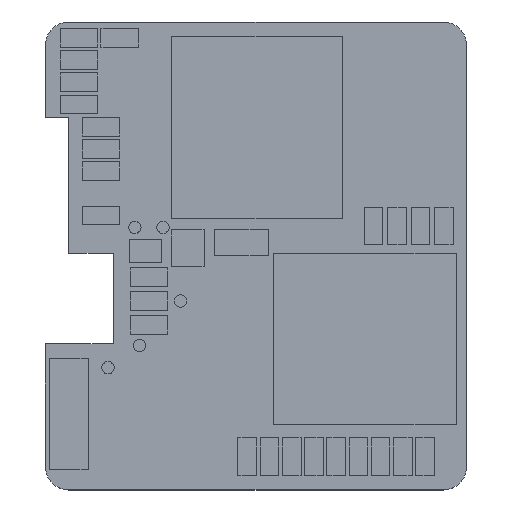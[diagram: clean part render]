
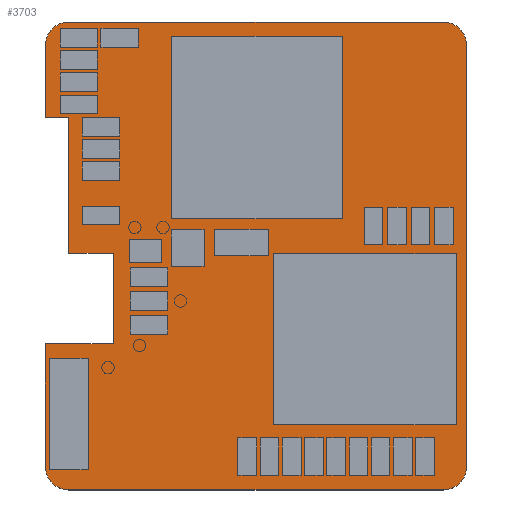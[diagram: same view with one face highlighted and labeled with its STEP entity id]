
A CAD part, top view. The second image highlights one B-rep face of the part: STEP entity #3703.
In plain terms, the highlighted planar face has unit normal (0, 0, 1).
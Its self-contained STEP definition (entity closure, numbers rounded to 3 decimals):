
#3703=ADVANCED_FACE('',(#6129),#6130,.T.);
#6129=FACE_OUTER_BOUND('',#8250,.T.);
#6130=PLANE('',#8251);
#8250=EDGE_LOOP('',(#9507,#9508,#9509,#9510,#9511,#9512,#9513,#9514,#9515,#9516,#9517,#9518,#9519,#9520));
#8251=AXIS2_PLACEMENT_3D('',#9521,#9522,#9523);
#9507=ORIENTED_EDGE('',*,*,#12621,.T.);
#9508=ORIENTED_EDGE('',*,*,#12622,.T.);
#9509=ORIENTED_EDGE('',*,*,#12623,.T.);
#9510=ORIENTED_EDGE('',*,*,#12624,.T.);
#9511=ORIENTED_EDGE('',*,*,#12625,.T.);
#9512=ORIENTED_EDGE('',*,*,#12626,.T.);
#9513=ORIENTED_EDGE('',*,*,#12627,.T.);
#9514=ORIENTED_EDGE('',*,*,#12628,.T.);
#9515=ORIENTED_EDGE('',*,*,#12629,.T.);
#9516=ORIENTED_EDGE('',*,*,#12630,.T.);
#9517=ORIENTED_EDGE('',*,*,#12631,.T.);
#9518=ORIENTED_EDGE('',*,*,#12632,.T.);
#9519=ORIENTED_EDGE('',*,*,#12633,.T.);
#9520=ORIENTED_EDGE('',*,*,#12634,.T.);
#9521=CARTESIAN_POINT('',(-9.919,-11.268,1.569));
#9522=DIRECTION('',(0.,0.,1.0));
#9523=DIRECTION('',(1.0,0.0,0.));
#12621=EDGE_CURVE('',#13800,#13801,#13802,.T.);
#12622=EDGE_CURVE('',#13801,#13803,#13804,.T.);
#12623=EDGE_CURVE('',#13803,#13805,#13806,.T.);
#12624=EDGE_CURVE('',#13805,#13807,#13808,.T.);
#12625=EDGE_CURVE('',#13807,#13809,#13810,.T.);
#12626=EDGE_CURVE('',#13809,#13811,#13812,.T.);
#12627=EDGE_CURVE('',#13811,#13813,#13814,.T.);
#12628=EDGE_CURVE('',#13813,#13815,#13816,.T.);
#12629=EDGE_CURVE('',#13815,#13817,#13818,.T.);
#12630=EDGE_CURVE('',#13817,#13819,#13820,.T.);
#12631=EDGE_CURVE('',#13819,#13821,#13822,.T.);
#12632=EDGE_CURVE('',#13821,#13823,#13824,.T.);
#12633=EDGE_CURVE('',#13823,#13825,#13826,.T.);
#12634=EDGE_CURVE('',#13825,#13800,#13827,.T.);
#13800=VERTEX_POINT('',#15477);
#13801=VERTEX_POINT('',#15478);
#13802=LINE('',#15479,#15480);
#13803=VERTEX_POINT('',#15481);
#13804=CIRCLE('',#15482,2.0);
#13805=VERTEX_POINT('',#15483);
#13806=LINE('',#15484,#15485);
#13807=VERTEX_POINT('',#15486);
#13808=CIRCLE('',#15487,2.0);
#13809=VERTEX_POINT('',#15488);
#13810=LINE('',#15489,#15490);
#13811=VERTEX_POINT('',#15491);
#13812=CIRCLE('',#15492,2.0);
#13813=VERTEX_POINT('',#15493);
#13814=LINE('',#15494,#15495);
#13815=VERTEX_POINT('',#15496);
#13816=LINE('',#15497,#15498);
#13817=VERTEX_POINT('',#15499);
#13818=LINE('',#15500,#15501);
#13819=VERTEX_POINT('',#15502);
#13820=LINE('',#15503,#15504);
#13821=VERTEX_POINT('',#15505);
#13822=LINE('',#15506,#15507);
#13823=VERTEX_POINT('',#15508);
#13824=LINE('',#15509,#15510);
#13825=VERTEX_POINT('',#15511);
#13826=LINE('',#15512,#15513);
#13827=CIRCLE('',#15514,2.0);
#15477=CARTESIAN_POINT('',(-25.25,-31.15,1.569));
#15478=CARTESIAN_POINT('',(6.75,-31.15,1.569));
#15479=CARTESIAN_POINT('',(-9.25,-31.15,1.569));
#15480=VECTOR('',#17883,1.0);
#15481=CARTESIAN_POINT('',(8.75,-29.15,1.569));
#15482=AXIS2_PLACEMENT_3D('',#17884,#17885,#17886);
#15483=CARTESIAN_POINT('',(8.75,6.85,1.569));
#15484=CARTESIAN_POINT('',(8.75,-11.15,1.569));
#15485=VECTOR('',#17887,1.0);
#15486=CARTESIAN_POINT('',(6.75,8.85,1.569));
#15487=AXIS2_PLACEMENT_3D('',#17888,#17889,#17890);
#15488=CARTESIAN_POINT('',(-25.25,8.85,1.569));
#15489=CARTESIAN_POINT('',(-9.25,8.85,1.569));
#15490=VECTOR('',#17891,1.0);
#15491=CARTESIAN_POINT('',(-27.25,6.85,1.569));
#15492=AXIS2_PLACEMENT_3D('',#17892,#17893,#17894);
#15493=CARTESIAN_POINT('',(-27.25,0.65,1.569));
#15494=CARTESIAN_POINT('',(-27.25,3.75,1.569));
#15495=VECTOR('',#17895,1.0);
#15496=CARTESIAN_POINT('',(-25.25,0.65,1.569));
#15497=CARTESIAN_POINT('',(-26.25,0.65,1.569));
#15498=VECTOR('',#17896,1.0);
#15499=CARTESIAN_POINT('',(-25.25,-10.9,1.569));
#15500=CARTESIAN_POINT('',(-25.25,-5.125,1.569));
#15501=VECTOR('',#17897,1.0);
#15502=CARTESIAN_POINT('',(-21.45,-10.9,1.569));
#15503=CARTESIAN_POINT('',(-23.35,-10.9,1.569));
#15504=VECTOR('',#17898,1.0);
#15505=CARTESIAN_POINT('',(-21.45,-18.65,1.569));
#15506=CARTESIAN_POINT('',(-21.45,-14.775,1.569));
#15507=VECTOR('',#17899,1.0);
#15508=CARTESIAN_POINT('',(-27.25,-18.65,1.569));
#15509=CARTESIAN_POINT('',(-24.35,-18.65,1.569));
#15510=VECTOR('',#17900,1.0);
#15511=CARTESIAN_POINT('',(-27.25,-29.15,1.569));
#15512=CARTESIAN_POINT('',(-27.25,-23.9,1.569));
#15513=VECTOR('',#17901,1.0);
#15514=AXIS2_PLACEMENT_3D('',#17902,#17903,#17904);
#17883=DIRECTION('',(1.0,0.0,0.0));
#17884=CARTESIAN_POINT('',(6.75,-29.15,1.569));
#17885=DIRECTION('',(0.0,0.0,1.0));
#17886=DIRECTION('',(0.0,-1.0,0.0));
#17887=DIRECTION('',(0.0,1.0,0.0));
#17888=CARTESIAN_POINT('',(6.75,6.85,1.569));
#17889=DIRECTION('',(0.0,-0.0,1.0));
#17890=DIRECTION('',(1.0,0.,0.0));
#17891=DIRECTION('',(-1.0,0.0,0.0));
#17892=CARTESIAN_POINT('',(-25.25,6.85,1.569));
#17893=DIRECTION('',(0.0,-0.0,1.0));
#17894=DIRECTION('',(0.0,1.0,0.0));
#17895=DIRECTION('',(0.0,-1.0,0.0));
#17896=DIRECTION('',(1.0,0.,0.0));
#17897=DIRECTION('',(0.0,-1.0,0.0));
#17898=DIRECTION('',(1.0,0.0,0.0));
#17899=DIRECTION('',(0.0,-1.0,0.0));
#17900=DIRECTION('',(-1.0,0.0,0.0));
#17901=DIRECTION('',(0.0,-1.0,0.0));
#17902=CARTESIAN_POINT('',(-25.25,-29.15,1.569));
#17903=DIRECTION('',(0.0,0.0,1.0));
#17904=DIRECTION('',(-1.0,0.0,0.0));
